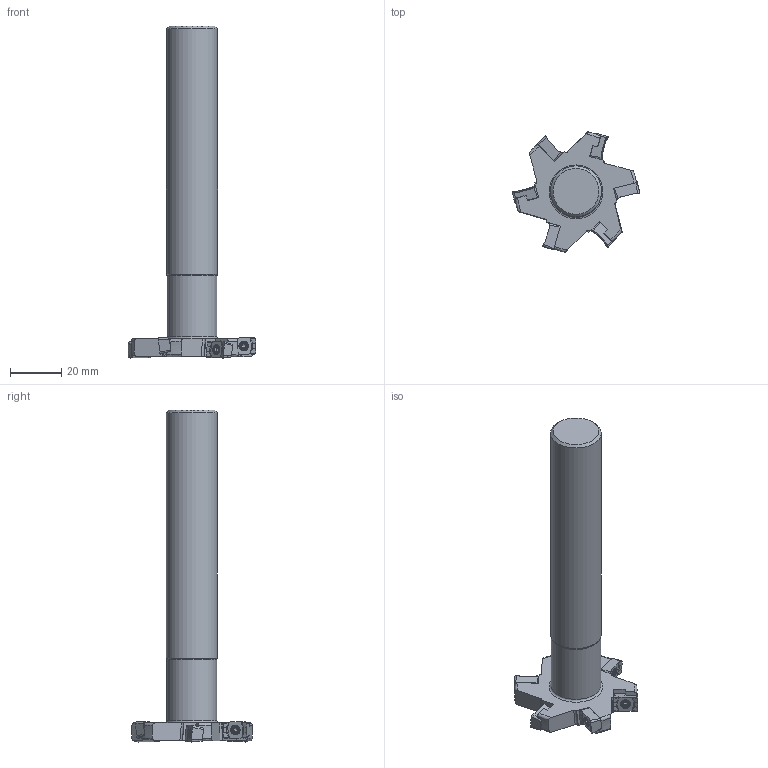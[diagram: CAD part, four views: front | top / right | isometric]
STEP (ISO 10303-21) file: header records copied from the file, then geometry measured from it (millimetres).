
FILE_DESCRIPTION(/* description */ (''),/* implementation_level */ '2;1');
FILE_NAME(/* name */ 'TOOLASSEMBLY_1.STP',/* time_stamp */ '2022-08-18T11:09:33+02:00',/* author */ (''),/* organization */ ('SMS'),/* preprocessor_version */ 'ST-DEVELOPER v16.7',/* originating_system */ 'SIEMENS PLM Software NX 12.0',/* authorisation */ '');
FILE_SCHEMA (('AUTOMOTIVE_DESIGN { 1 0 10303 214 3 1 1 1 }'));
Length unit declared in the file: millimetre
Products named in the file (4): ASSEMBLY_CONSTRUCTION; CUT_20220818110839; NOCUT_20220818110816; TOOLASSEMBLY_1
Assembly tree (8 placements, depth 2):
  TOOLASSEMBLY_1
    NOCUT_20220818110816
    CUT_20220818110839  x6
    ASSEMBLY_CONSTRUCTION
Bounding box: 50 x 47.05 x 130 mm (x, y, z)
Volume: 47058.8 mm3; surface area: 13072.8 mm2
Topology: 7 solids, 7 shells, 603 faces, 1588 edges, 1031 vertices
Faces by surface type: plane 237, bspline 120, cylinder 74, extrusion 72, cone 62, torus 32, sphere 6
Full cylindrical faces by diameter (mm): 2.2 x6, 2.5 x6, 2.9 x6, 3.45 x6, 19.5 x1, 19.989 x1
Entity records: 25354 total; most frequent: CARTESIAN_POINT 16084, ORIENTED_EDGE 1876, DIRECTION 1814, EDGE_CURVE 938, AXIS2_PLACEMENT_3D 694, VERTEX_POINT 626, EDGE_LOOP 456, VECTOR 426
